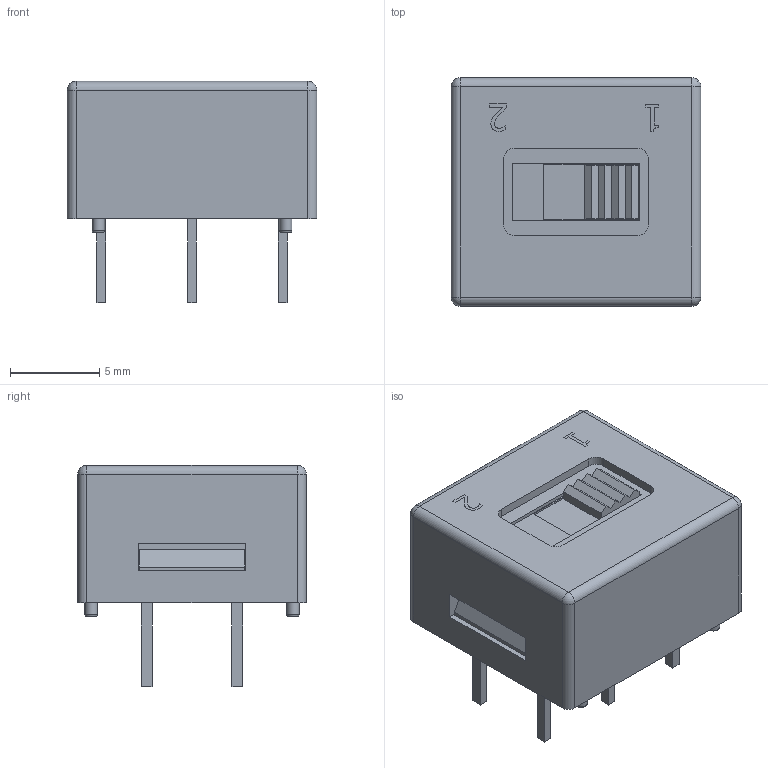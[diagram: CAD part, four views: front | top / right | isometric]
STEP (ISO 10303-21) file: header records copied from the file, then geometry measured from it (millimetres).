
FILE_DESCRIPTION((' '),'2;1');
FILE_NAME('600DPxS1M4x.stp','2017-07-28T14:01:08',(' '),(' '),' ','ACIS',' ');
FILE_SCHEMA(('CONFIG_CONTROL_DESIGN'));
Length unit declared in the file: inch
Products named in the file (1): 600DPxS1M4x.stp
Bounding box: 14 x 12.8 x 12.4 mm (x, y, z)
Volume: 915.2 mm3; surface area: 1540.2 mm2
Topology: 1 solids, 2 shells, 183 faces, 464 edges, 304 vertices
Faces by surface type: plane 145, cylinder 18, bspline 12, torus 4, sphere 4
Full cylindrical faces by diameter (mm): 0.7 x4
Entity records: 5500 total; most frequent: CARTESIAN_POINT 1093, ORIENTED_EDGE 898, DIRECTION 809, EDGE_CURVE 449, VECTOR 385, LINE 385, VERTEX_POINT 298, EDGE_LOOP 213
